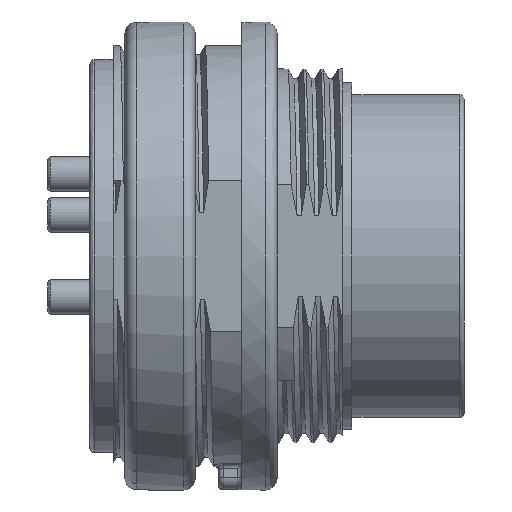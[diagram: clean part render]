
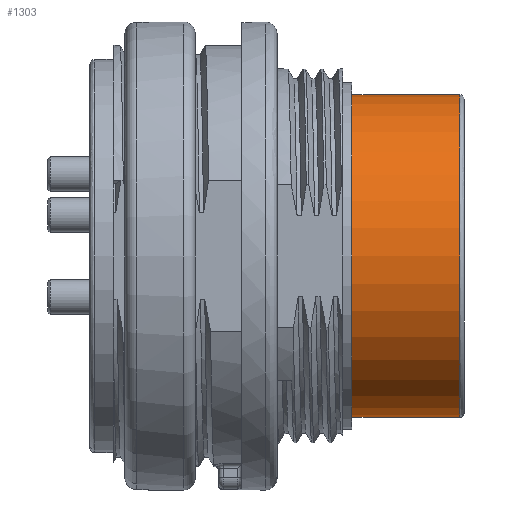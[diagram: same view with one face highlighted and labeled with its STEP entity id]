
A CAD part, front view. The second image highlights one B-rep face of the part: STEP entity #1303.
In plain terms, the highlighted cylindrical face has radius 6.9 mm (diameter 13.8 mm), a full revolution.
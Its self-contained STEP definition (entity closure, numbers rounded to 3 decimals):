
#652=FACE_BOUND('',#1982,.T.);
#653=FACE_BOUND('',#1983,.T.);
#1085=CIRCLE('',#6266,6.9);
#1086=CIRCLE('',#6268,6.9);
#1303=ADVANCED_FACE('',(#652,#653),#1604,.T.);
#1604=CYLINDRICAL_SURFACE('',#6269,6.9);
#1982=EDGE_LOOP('',(#3091));
#1983=EDGE_LOOP('',(#3092));
#3091=ORIENTED_EDGE('',*,*,#5082,.F.);
#3092=ORIENTED_EDGE('',*,*,#5083,.T.);
#4455=VERTEX_POINT('',#10787);
#4456=VERTEX_POINT('',#10790);
#5082=EDGE_CURVE('',#4455,#4455,#1085,.T.);
#5083=EDGE_CURVE('',#4456,#4456,#1086,.T.);
#6266=AXIS2_PLACEMENT_3D('',#10786,#6972,#6973);
#6268=AXIS2_PLACEMENT_3D('',#10789,#6976,#6977);
#6269=AXIS2_PLACEMENT_3D('',#10791,#6978,#6979);
#6972=DIRECTION('',(-1.,0.,0.));
#6973=DIRECTION('',(0.,0.,-1.));
#6976=DIRECTION('',(-1.,0.,0.));
#6977=DIRECTION('',(0.,0.,-1.));
#6978=DIRECTION('',(-1.,0.,0.));
#6979=DIRECTION('',(0.,0.,-1.));
#10786=CARTESIAN_POINT('',(-4.8,0.,0.));
#10787=CARTESIAN_POINT('',(-4.8,0.,-6.9));
#10789=CARTESIAN_POINT('',(-0.2,0.,0.));
#10790=CARTESIAN_POINT('',(-0.2,0.,-6.9));
#10791=CARTESIAN_POINT('',(-0.2,0.,0.));
